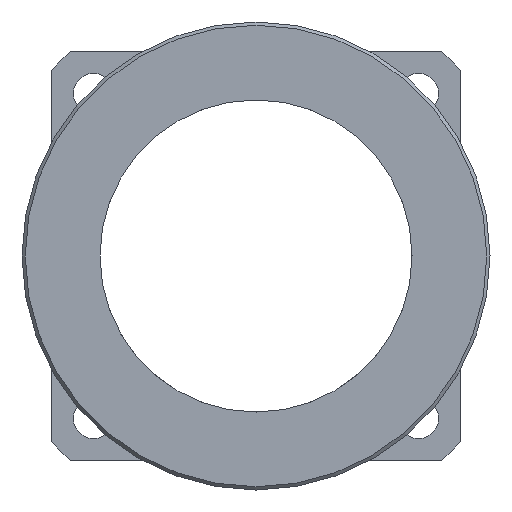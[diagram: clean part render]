
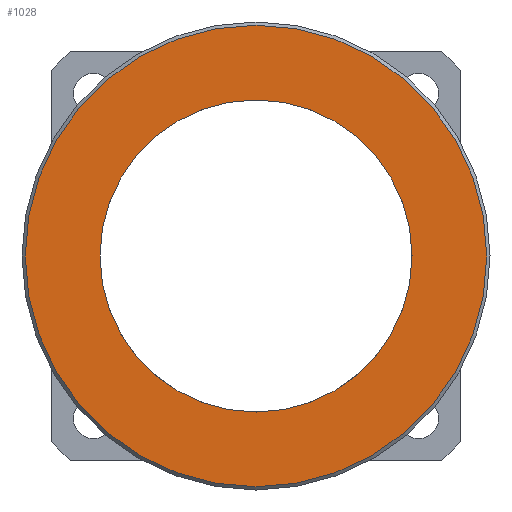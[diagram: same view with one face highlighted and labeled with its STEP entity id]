
A CAD part, left-side view. The second image highlights one B-rep face of the part: STEP entity #1028.
In plain terms, the highlighted planar face has unit normal (-1, 0, 0).
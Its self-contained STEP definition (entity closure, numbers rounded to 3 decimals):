
#155=PLANE($,#1119);
#165=CIRCLE($,#1053,24.);
#192=CIRCLE($,#1115,35.5);
#233=FACE_BOUND($,#361,.T.);
#234=FACE_BOUND($,#362,.T.);
#361=EDGE_LOOP($,(#891));
#362=EDGE_LOOP($,(#892));
#432=VERTEX_POINT($,#1565);
#507=VERTEX_POINT($,#2070);
#535=EDGE_CURVE($,#432,#432,#165,.T.);
#642=EDGE_CURVE($,#507,#507,#192,.T.);
#891=ORIENTED_EDGE($,*,*,#535,.T.);
#892=ORIENTED_EDGE($,*,*,#642,.F.);
#1028=ADVANCED_FACE($,(#233,#234),#155,.T.);
#1053=AXIS2_PLACEMENT_3D($,#1566,#1161,#1162);
#1115=AXIS2_PLACEMENT_3D($,#2071,#1333,#1334);
#1119=AXIS2_PLACEMENT_3D($,#2077,#1341,#1342);
#1161=DIRECTION('center_axis',(1.,0.,0.));
#1162=DIRECTION('ref_axis',(0.,1.,0.));
#1333=DIRECTION('center_axis',(1.,0.,0.));
#1334=DIRECTION('ref_axis',(0.,-1.,0.));
#1341=DIRECTION('center_axis',(-1.,0.,0.));
#1342=DIRECTION('ref_axis',(0.,0.,1.));
#1565=CARTESIAN_POINT('',(0.,24.,0.));
#1566=CARTESIAN_POINT('Origin',(0.,0.,0.));
#2070=CARTESIAN_POINT('',(0.,35.5,0.));
#2071=CARTESIAN_POINT('Origin',(0.,0.,0.));
#2077=CARTESIAN_POINT('Origin',(0.,30.,0.));
